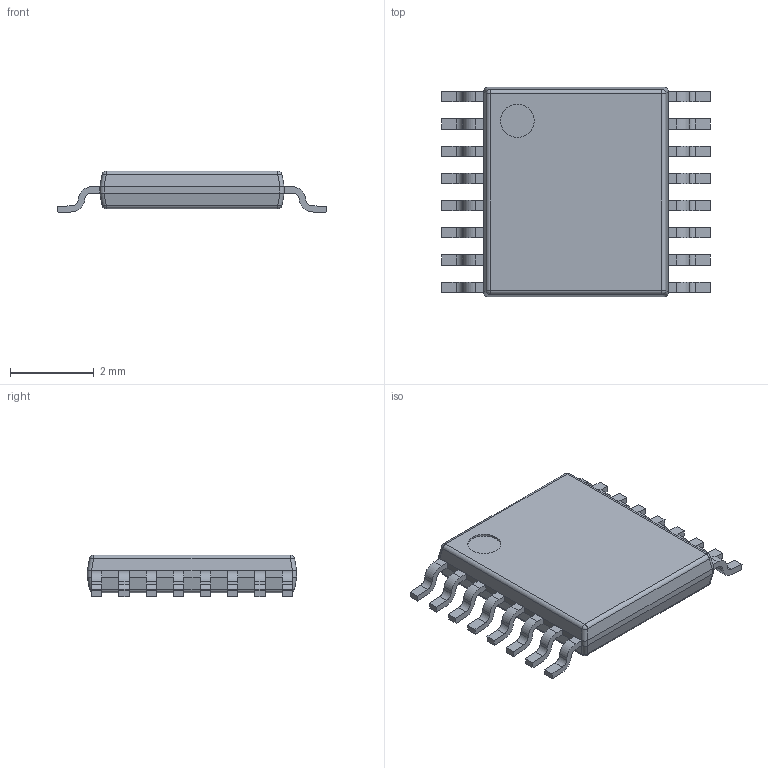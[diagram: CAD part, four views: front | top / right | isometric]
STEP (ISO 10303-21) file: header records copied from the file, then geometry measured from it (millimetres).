
FILE_DESCRIPTION((''),'2;1');
FILE_NAME('PWP0016A_ASM','2017-02-15T',('a0412086'),(''),'CREO PARAMETRIC BY PTC INC, 2016050','CREO PARAMETRIC BY PTC INC, 2016050','');
FILE_SCHEMA(('AUTOMOTIVE_DESIGN { 1 0 10303 214 1 1 1 1 }'));
Length unit declared in the file: millimetre
Products named in the file (5): BODY-SO; LEAD-SO; THERMALPAD-SO; PIN1-ID; PWP0016A_ASM
Assembly tree (19 placements, depth 2):
  PWP0016A_ASM
    BODY-SO
    LEAD-SO  x16
    THERMALPAD-SO
    PIN1-ID
Bounding box: 6.42 x 5 x 1 mm (x, y, z)
Volume: 20 mm3; surface area: 96.7 mm2
Topology: 18 solids, 18 shells, 320 faces, 806 edges, 524 vertices
Faces by surface type: plane 226, cylinder 86, sphere 8
Entity records: 4975 total; most frequent: CARTESIAN_POINT 965, DIRECTION 538, ORIENTED_EDGE 532, PRESENTATION_STYLE_ASSIGNMENT 269, STYLED_ITEM 269, CURVE_STYLE 266, EDGE_CURVE 266, VECTOR 198
